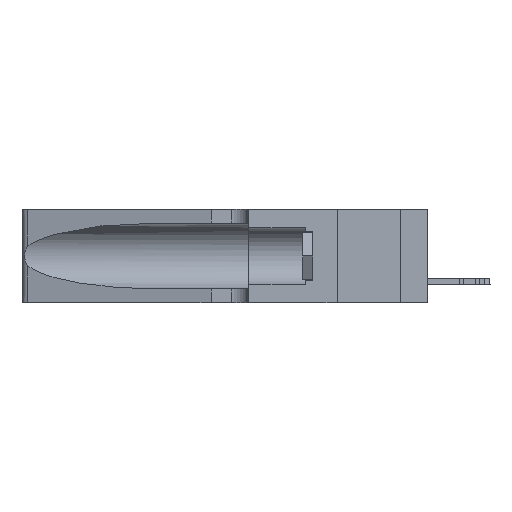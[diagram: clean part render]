
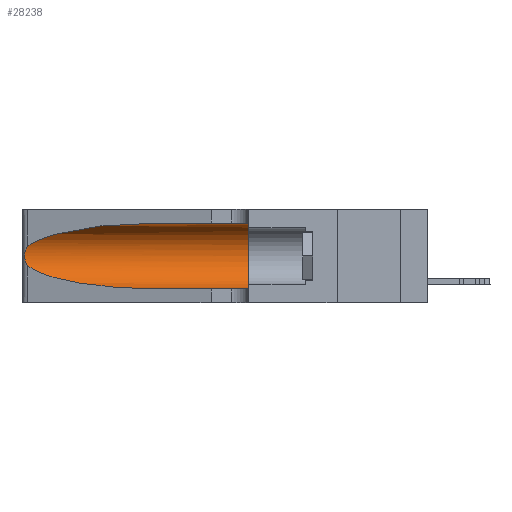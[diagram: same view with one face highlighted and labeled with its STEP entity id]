
A CAD part, left-side view. The second image highlights one B-rep face of the part: STEP entity #28238.
In plain terms, the highlighted cylindrical face has radius 3.308 mm (diameter 6.617 mm), a partial arc.
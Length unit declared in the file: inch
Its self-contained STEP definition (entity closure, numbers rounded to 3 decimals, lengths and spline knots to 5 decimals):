
#122 = CARTESIAN_POINT ( 'NONE',  ( 0.25639, 1.23186, 0.15144 ) ) ;
#256 = CARTESIAN_POINT ( 'NONE',  ( 0.1305, 0.72297, 0.05475 ) ) ;
#2351 = DIRECTION ( 'NONE',  ( 0., -1., 0. ) ) ;
#2563 = CARTESIAN_POINT ( 'NONE',  ( 0.1305, 0.72297, 0.31525 ) ) ;
#2919 = CARTESIAN_POINT ( 'NONE',  ( 0.18966, 0.96281, 0.31525 ) ) ;
#2992 =( BOUNDED_CURVE ( )  B_SPLINE_CURVE ( 3, ( #6686, #37561, #41456, #49035 ),
 .UNSPECIFIED., .F., .F. ) 
 B_SPLINE_CURVE_WITH_KNOTS ( ( 4, 4 ),
 ( 3.44316, 4.71239 ),
 .UNSPECIFIED. ) 
 CURVE ( )  GEOMETRIC_REPRESENTATION_ITEM ( )  RATIONAL_B_SPLINE_CURVE ( ( 1., 0.87, 0.87, 1. ) ) 
 REPRESENTATION_ITEM ( '' )  );
#3396 = DIRECTION ( 'NONE',  ( 0., 1., 0. ) ) ;
#3859 = LINE ( 'NONE', #13765, #39256 ) ;
#4479 = CARTESIAN_POINT ( 'NONE',  ( 0.1305, 0.72297, 0.31525 ) ) ;
#5635 = ORIENTED_EDGE ( 'NONE', *, *, #30734, .F. ) ;
#6686 = CARTESIAN_POINT ( 'NONE',  ( 0.25487, 1.22718, 0.14631 ) ) ;
#7658 = EDGE_CURVE ( 'NONE', #42015, #25311, #3859, .T. ) ;
#7901 = EDGE_LOOP ( 'NONE', ( #31978, #19864, #11194, #22992, #5635, #37226 ) ) ;
#8152 = CARTESIAN_POINT ( 'NONE',  ( 0.25787, 1.23484, 0.2124 ) ) ;
#8309 = CARTESIAN_POINT ( 'NONE',  ( 0.25789, 1.23486, 0.15765 ) ) ;
#11194 = ORIENTED_EDGE ( 'NONE', *, *, #39304, .T. ) ;
#11766 = CARTESIAN_POINT ( 'NONE',  ( 0.26017, 1.23833, 0.17102 ) ) ;
#12234 = CARTESIAN_POINT ( 'NONE',  ( 0.25854, 1.2359, 0.20912 ) ) ;
#12911 = CARTESIAN_POINT ( 'NONE',  ( 0.1305, 0.35, 0.05475 ) ) ;
#13765 = CARTESIAN_POINT ( 'NONE',  ( 0.1305, 1.61858, 0.05475 ) ) ;
#15316 = CARTESIAN_POINT ( 'NONE',  ( 0.1305, 0.35, 0.185 ) ) ;
#15623 = CARTESIAN_POINT ( 'NONE',  ( 0.25487, 1.22718, 0.14631 ) ) ;
#15766 = CIRCLE ( 'NONE', #25814, 0.13025 ) ;
#15786 = CARTESIAN_POINT ( 'NONE',  ( 0.26075, 1.23896, 0.178 ) ) ;
#16613 = CARTESIAN_POINT ( 'NONE',  ( 0.1305, 1.61858, 0.185 ) ) ;
#19864 = ORIENTED_EDGE ( 'NONE', *, *, #46759, .T. ) ;
#20902 = CARTESIAN_POINT ( 'NONE',  ( 0.25487, 1.22718, 0.22369 ) ) ;
#22848 = LINE ( 'NONE', #39932, #30185 ) ;
#22992 = ORIENTED_EDGE ( 'NONE', *, *, #7658, .T. ) ;
#23376 = CARTESIAN_POINT ( 'NONE',  ( 0.25856, 1.23593, 0.16098 ) ) ;
#25311 = VERTEX_POINT ( 'NONE', #12911 ) ;
#25814 = AXIS2_PLACEMENT_3D ( 'NONE', #15316, #3396, #38450 ) ;
#25947 = CARTESIAN_POINT ( 'NONE',  ( 0.25487, 1.22718, 0.14631 ) ) ;
#26087 = VERTEX_POINT ( 'NONE', #20902 ) ;
#27936 = DIRECTION ( 'NONE',  ( 0., -1., 0. ) ) ;
#28052 = AXIS2_PLACEMENT_3D ( 'NONE', #16613, #27936, #31906 ) ;
#28238 = ADVANCED_FACE ( 'NONE', ( #36167 ), #31294, .F. ) ;
#28834 = EDGE_CURVE ( 'NONE', #32417, #26087, #46179, .T. ) ;
#29881 = CARTESIAN_POINT ( 'NONE',  ( 0.2373, 1.15595, 0.28018 ) ) ;
#30185 = VECTOR ( 'NONE', #39788, 39.37008 ) ;
#30734 = EDGE_CURVE ( 'NONE', #47752, #25311, #15766, .T. ) ;
#31069 = CARTESIAN_POINT ( 'NONE',  ( 0.25487, 1.22718, 0.22369 ) ) ;
#31294 = CYLINDRICAL_SURFACE ( 'NONE', #28052, 0.13025 ) ;
#31699 = CARTESIAN_POINT ( 'NONE',  ( 0.25555, 1.22994, 0.2215 ) ) ;
#31906 = DIRECTION ( 'NONE',  ( 0., 0., -1. ) ) ;
#31978 = ORIENTED_EDGE ( 'NONE', *, *, #28834, .T. ) ;
#32417 = VERTEX_POINT ( 'NONE', #4479 ) ;
#34322 = EDGE_CURVE ( 'NONE', #32417, #47752, #22848, .T. ) ;
#35637 = CARTESIAN_POINT ( 'NONE',  ( 0.25555, 1.22993, 0.14849 ) ) ;
#36051 = VERTEX_POINT ( 'NONE', #25947 ) ;
#36167 = FACE_OUTER_BOUND ( 'NONE', #7901, .T. ) ;
#37226 = ORIENTED_EDGE ( 'NONE', *, *, #34322, .F. ) ;
#37561 = CARTESIAN_POINT ( 'NONE',  ( 0.2373, 1.15595, 0.08982 ) ) ;
#37620 = CARTESIAN_POINT ( 'NONE',  ( 0.25487, 1.22718, 0.22369 ) ) ;
#38450 = DIRECTION ( 'NONE',  ( 0., 0., 1. ) ) ;
#39237 = CARTESIAN_POINT ( 'NONE',  ( 0.26018, 1.23835, 0.19895 ) ) ;
#39256 = VECTOR ( 'NONE', #2351, 39.37008 ) ;
#39304 = EDGE_CURVE ( 'NONE', #36051, #42015, #2992, .T. ) ;
#39788 = DIRECTION ( 'NONE',  ( 0., -1., 0. ) ) ;
#39932 = CARTESIAN_POINT ( 'NONE',  ( 0.1305, 1.61858, 0.31525 ) ) ;
#40384 = CARTESIAN_POINT ( 'NONE',  ( 0.26075, 1.23896, 0.19203 ) ) ;
#41456 = CARTESIAN_POINT ( 'NONE',  ( 0.18966, 0.96281, 0.05475 ) ) ;
#42015 = VERTEX_POINT ( 'NONE', #256 ) ;
#42876 = CARTESIAN_POINT ( 'NONE',  ( 0.1305, 0.35, 0.31525 ) ) ;
#46179 =( BOUNDED_CURVE ( )  B_SPLINE_CURVE ( 3, ( #2563, #2919, #29881, #37620 ),
 .UNSPECIFIED., .F., .T. ) 
 B_SPLINE_CURVE_WITH_KNOTS ( ( 4, 4 ),
 ( 1.5708, 2.84003 ),
 .UNSPECIFIED. ) 
 CURVE ( )  GEOMETRIC_REPRESENTATION_ITEM ( )  RATIONAL_B_SPLINE_CURVE ( ( 1., 0.87, 0.87, 1. ) ) 
 REPRESENTATION_ITEM ( '' )  );
#46759 = EDGE_CURVE ( 'NONE', #26087, #36051, #50499, .T. ) ;
#47752 = VERTEX_POINT ( 'NONE', #42876 ) ;
#47955 = CARTESIAN_POINT ( 'NONE',  ( 0.25639, 1.23184, 0.21858 ) ) ;
#49035 = CARTESIAN_POINT ( 'NONE',  ( 0.1305, 0.72297, 0.05475 ) ) ;
#50499 = B_SPLINE_CURVE_WITH_KNOTS ( 'NONE', 3,
 ( #31069, #31699, #47955, #8152, #12234, #39237, #40384, #15786, #11766, #23376, #8309, #122, #35637, #15623 ),
 .UNSPECIFIED., .F., .F.,
 ( 4, 2, 2, 2, 2, 2, 4 ),
 ( 0., 0.00027, 0.00053, 0.00107, 0.0016, 0.00187, 0.00214 ),
 .UNSPECIFIED. ) ;
